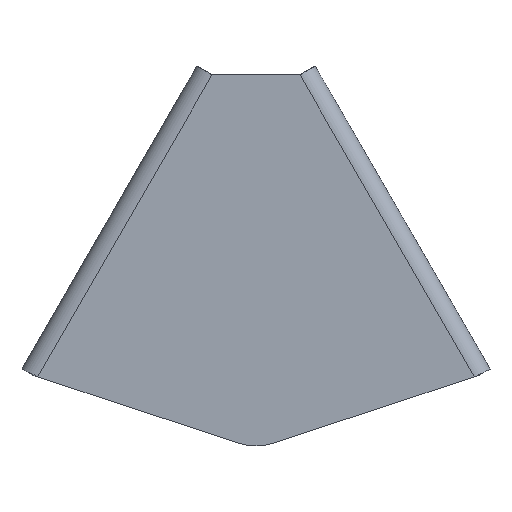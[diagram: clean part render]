
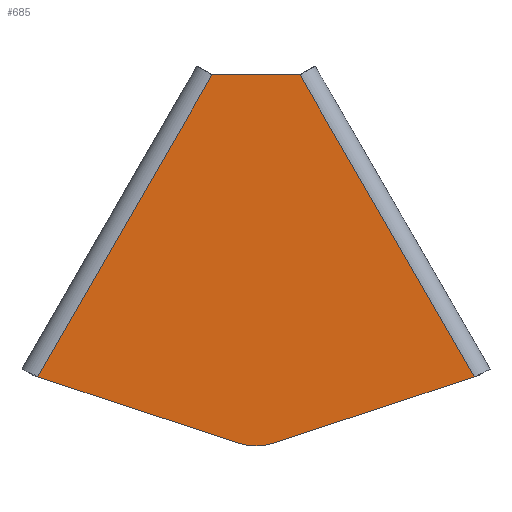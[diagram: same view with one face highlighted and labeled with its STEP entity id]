
A CAD part, front view. The second image highlights one B-rep face of the part: STEP entity #685.
In plain terms, the highlighted planar face has unit normal (0, -1, 0).
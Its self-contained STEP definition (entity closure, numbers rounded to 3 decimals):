
#22 = VECTOR ( 'NONE', #434, 1000. ) ;
#33 = CARTESIAN_POINT ( 'NONE',  ( -14.923, -17.239, 82.967 ) ) ;
#67 = LINE ( 'NONE', #821, #126 ) ;
#85 = DIRECTION ( 'NONE',  ( -0.5, 0., 0.866 ) ) ;
#90 = CARTESIAN_POINT ( 'NONE',  ( 0.077, -17.239, -23.834 ) ) ;
#126 = VECTOR ( 'NONE', #1337, 1000. ) ;
#135 = CARTESIAN_POINT ( 'NONE',  ( 80.47, -17.239, -18.298 ) ) ;
#149 = VERTEX_POINT ( 'NONE', #818 ) ;
#194 = VERTEX_POINT ( 'NONE', #33 ) ;
#208 = CARTESIAN_POINT ( 'NONE',  ( -74.5, -17.239, -20.223 ) ) ;
#284 = LINE ( 'NONE', #135, #22 ) ;
#297 = VERTEX_POINT ( 'NONE', #1096 ) ;
#315 = VERTEX_POINT ( 'NONE', #444 ) ;
#359 = VECTOR ( 'NONE', #1058, 1000. ) ;
#395 = EDGE_CURVE ( 'NONE', #149, #297, #480, .T. ) ;
#408 = AXIS2_PLACEMENT_3D ( 'NONE', #1328, #689, #1312 ) ;
#431 = EDGE_CURVE ( 'NONE', #149, #465, #1098, .T. ) ;
#434 = DIRECTION ( 'NONE',  ( -0.949, 0., -0.314 ) ) ;
#444 = CARTESIAN_POINT ( 'NONE',  ( 15.077, -17.239, 82.967 ) ) ;
#446 = AXIS2_PLACEMENT_3D ( 'NONE', #90, #1021, #485 ) ;
#463 = LINE ( 'NONE', #698, #1115 ) ;
#465 = VERTEX_POINT ( 'NONE', #208 ) ;
#480 = CIRCLE ( 'NONE', #446, 20. ) ;
#485 = DIRECTION ( 'NONE',  ( 0., 0., 1. ) ) ;
#496 = LINE ( 'NONE', #803, #1308 ) ;
#540 = ORIENTED_EDGE ( 'NONE', *, *, #395, .T. ) ;
#599 = ORIENTED_EDGE ( 'NONE', *, *, #1297, .T. ) ;
#636 = ORIENTED_EDGE ( 'NONE', *, *, #431, .F. ) ;
#648 = ORIENTED_EDGE ( 'NONE', *, *, #866, .T. ) ;
#666 = VERTEX_POINT ( 'NONE', #785 ) ;
#685 = ADVANCED_FACE ( 'NONE', ( #839 ), #1127, .F. ) ;
#689 = DIRECTION ( 'NONE',  ( 0., 1., 0. ) ) ;
#698 = CARTESIAN_POINT ( 'NONE',  ( -75.663, -17.239, -22.238 ) ) ;
#785 = CARTESIAN_POINT ( 'NONE',  ( 74.653, -17.239, -20.223 ) ) ;
#803 = CARTESIAN_POINT ( 'NONE',  ( 75.817, -17.239, -22.238 ) ) ;
#818 = CARTESIAN_POINT ( 'NONE',  ( -6.206, -17.239, -42.821 ) ) ;
#821 = CARTESIAN_POINT ( 'NONE',  ( -14.923, -17.239, 82.967 ) ) ;
#831 = EDGE_CURVE ( 'NONE', #194, #315, #67, .T. ) ;
#839 = FACE_OUTER_BOUND ( 'NONE', #1197, .T. ) ;
#866 = EDGE_CURVE ( 'NONE', #194, #465, #463, .T. ) ;
#1021 = DIRECTION ( 'NONE',  ( 0., -1., 0. ) ) ;
#1025 = DIRECTION ( 'NONE',  ( -0.5, 0., -0.866 ) ) ;
#1058 = DIRECTION ( 'NONE',  ( -0.949, 0., 0.314 ) ) ;
#1096 = CARTESIAN_POINT ( 'NONE',  ( 6.36, -17.239, -42.821 ) ) ;
#1098 = LINE ( 'NONE', #1233, #359 ) ;
#1110 = EDGE_CURVE ( 'NONE', #666, #297, #284, .T. ) ;
#1115 = VECTOR ( 'NONE', #1025, 1000. ) ;
#1125 = ORIENTED_EDGE ( 'NONE', *, *, #1110, .F. ) ;
#1127 = PLANE ( 'NONE',  #408 ) ;
#1194 = ORIENTED_EDGE ( 'NONE', *, *, #831, .F. ) ;
#1197 = EDGE_LOOP ( 'NONE', ( #636, #540, #1125, #599, #1194, #648 ) ) ;
#1233 = CARTESIAN_POINT ( 'NONE',  ( -80.682, -17.239, -18.177 ) ) ;
#1297 = EDGE_CURVE ( 'NONE', #666, #315, #496, .T. ) ;
#1308 = VECTOR ( 'NONE', #85, 1000. ) ;
#1312 = DIRECTION ( 'NONE',  ( 0., 0., 1. ) ) ;
#1328 = CARTESIAN_POINT ( 'NONE',  ( 0.077, -17.239, -65.967 ) ) ;
#1337 = DIRECTION ( 'NONE',  ( 1., 0., 0. ) ) ;
